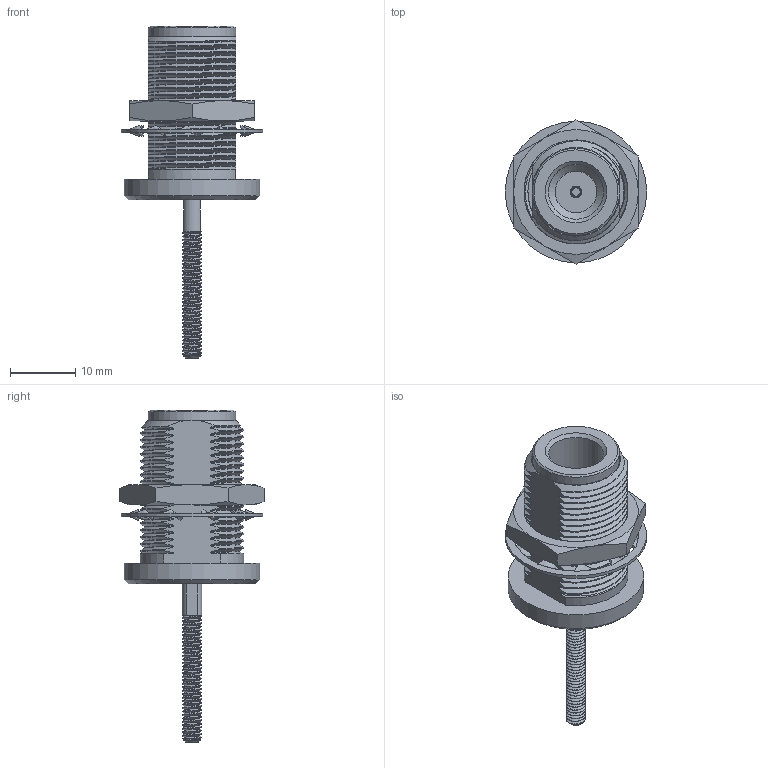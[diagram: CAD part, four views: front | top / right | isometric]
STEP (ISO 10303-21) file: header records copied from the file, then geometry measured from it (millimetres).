
FILE_DESCRIPTION (( 'STEP AP203' ), '1' );
FILE_NAME ('SC9358_3D.step', '2021-05-26T15:04:00', ( '' ), ( '' ), 'SwSTEP 2.0', 'SolidWorks 2020', '' );
FILE_SCHEMA (( 'CONFIG_CONTROL_DESIGN' ));
Products named in the file (1): SC9358_3D
Bounding box: 21.59 x 22 x 50.7 mm (x, y, z)
Volume: 4915.1 mm3; surface area: 4165 mm2
Topology: 3 solids, 3 shells, 302 faces, 888 edges, 597 vertices
Faces by surface type: bspline 164, cylinder 59, plane 53, cone 26
Full cylindrical faces by diameter (mm): 1.27 x1, 1.778 x1, 6.35 x1, 8.382 x1, 8.89 x1, 13.335 x1, 20.701 x1, 21.59 x1
Entity records: 91277 total; most frequent: CARTESIAN_POINT 85047, ORIENTED_EDGE 1738, EDGE_CURVE 869, DIRECTION 718, VERTEX_POINT 592, EDGE_LOOP 323, FACE_OUTER_BOUND 309, ADVANCED_FACE 301
